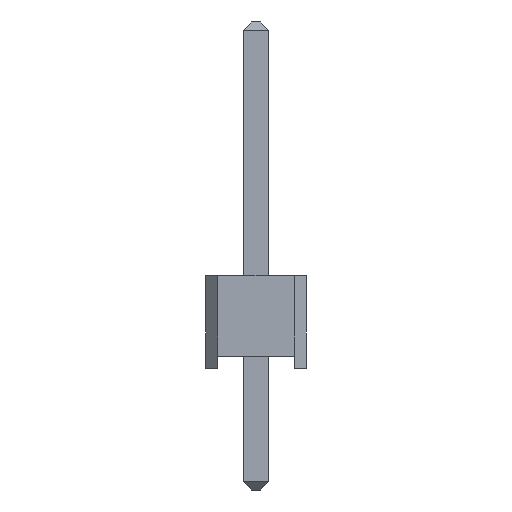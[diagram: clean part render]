
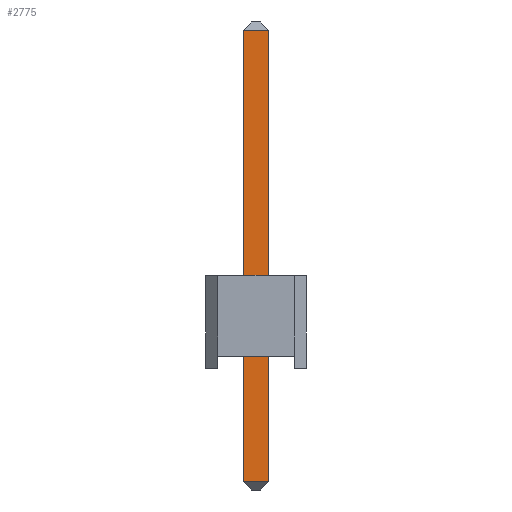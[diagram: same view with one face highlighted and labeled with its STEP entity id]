
A CAD part, left-side view. The second image highlights one B-rep face of the part: STEP entity #2775.
In plain terms, the highlighted planar face has unit normal (-1, 0, 0).
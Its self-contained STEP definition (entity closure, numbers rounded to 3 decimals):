
#2422 = PLANE('',#2423);
#2423 = AXIS2_PLACEMENT_3D('',#2424,#2425,#2426);
#2424 = CARTESIAN_POINT('',(-0.32,0.32,-3.));
#2425 = DIRECTION('',(-0.,1.,0.));
#2426 = DIRECTION('',(0.,0.,1.));
#2447 = VERTEX_POINT('',#2448);
#2448 = CARTESIAN_POINT('',(-0.32,0.32,-2.8));
#2474 = EDGE_CURVE('',#2447,#2475,#2477,.T.);
#2475 = VERTEX_POINT('',#2476);
#2476 = CARTESIAN_POINT('',(-0.32,0.32,8.34));
#2477 = SURFACE_CURVE('',#2478,(#2482,#2489),.PCURVE_S1.);
#2478 = LINE('',#2479,#2480);
#2479 = CARTESIAN_POINT('',(-0.32,0.32,-3.));
#2480 = VECTOR('',#2481,1.);
#2481 = DIRECTION('',(0.,-0.,1.));
#2482 = PCURVE('',#2422,#2483);
#2483 = DEFINITIONAL_REPRESENTATION('',(#2484),#2488);
#2484 = LINE('',#2485,#2486);
#2485 = CARTESIAN_POINT('',(0.,0.));
#2486 = VECTOR('',#2487,1.);
#2487 = DIRECTION('',(1.,0.));
#2488 = ( GEOMETRIC_REPRESENTATION_CONTEXT(2) 
PARAMETRIC_REPRESENTATION_CONTEXT() REPRESENTATION_CONTEXT('2D SPACE',''
  ) );
#2489 = PCURVE('',#2490,#2495);
#2490 = PLANE('',#2491);
#2491 = AXIS2_PLACEMENT_3D('',#2492,#2493,#2494);
#2492 = CARTESIAN_POINT('',(-0.32,-0.32,-3.));
#2493 = DIRECTION('',(-1.,0.,0.));
#2494 = DIRECTION('',(0.,0.,1.));
#2495 = DEFINITIONAL_REPRESENTATION('',(#2496),#2500);
#2496 = LINE('',#2497,#2498);
#2497 = CARTESIAN_POINT('',(0.,0.64));
#2498 = VECTOR('',#2499,1.);
#2499 = DIRECTION('',(1.,0.));
#2500 = ( GEOMETRIC_REPRESENTATION_CONTEXT(2) 
PARAMETRIC_REPRESENTATION_CONTEXT() REPRESENTATION_CONTEXT('2D SPACE',''
  ) );
#2602 = PLANE('',#2603);
#2603 = AXIS2_PLACEMENT_3D('',#2604,#2605,#2606);
#2604 = CARTESIAN_POINT('',(-0.22,-0.32,-2.9));
#2605 = DIRECTION('',(0.707,0.,0.707));
#2606 = DIRECTION('',(0.707,0.,-0.707));
#2635 = PLANE('',#2636);
#2636 = AXIS2_PLACEMENT_3D('',#2637,#2638,#2639);
#2637 = CARTESIAN_POINT('',(0.32,-0.32,-3.));
#2638 = DIRECTION('',(0.,-1.,0.));
#2639 = DIRECTION('',(0.,-0.,-1.));
#2715 = PLANE('',#2716);
#2716 = AXIS2_PLACEMENT_3D('',#2717,#2718,#2719);
#2717 = CARTESIAN_POINT('',(-0.22,-0.32,8.44));
#2718 = DIRECTION('',(-0.707,0.,0.707));
#2719 = DIRECTION('',(0.707,0.,0.707));
#2775 = ADVANCED_FACE('',(#2776),#2490,.T.);
#2776 = FACE_BOUND('',#2777,.T.);
#2777 = EDGE_LOOP('',(#2778,#2779,#2802,#2825));
#2778 = ORIENTED_EDGE('',*,*,#2474,.F.);
#2779 = ORIENTED_EDGE('',*,*,#2780,.T.);
#2780 = EDGE_CURVE('',#2447,#2781,#2783,.T.);
#2781 = VERTEX_POINT('',#2782);
#2782 = CARTESIAN_POINT('',(-0.32,-0.32,-2.8));
#2783 = SURFACE_CURVE('',#2784,(#2788,#2795),.PCURVE_S1.);
#2784 = LINE('',#2785,#2786);
#2785 = CARTESIAN_POINT('',(-0.32,-0.32,-2.8));
#2786 = VECTOR('',#2787,1.);
#2787 = DIRECTION('',(-0.,-1.,0.));
#2788 = PCURVE('',#2490,#2789);
#2789 = DEFINITIONAL_REPRESENTATION('',(#2790),#2794);
#2790 = LINE('',#2791,#2792);
#2791 = CARTESIAN_POINT('',(0.2,0.));
#2792 = VECTOR('',#2793,1.);
#2793 = DIRECTION('',(0.,-1.));
#2794 = ( GEOMETRIC_REPRESENTATION_CONTEXT(2) 
PARAMETRIC_REPRESENTATION_CONTEXT() REPRESENTATION_CONTEXT('2D SPACE',''
  ) );
#2795 = PCURVE('',#2602,#2796);
#2796 = DEFINITIONAL_REPRESENTATION('',(#2797),#2801);
#2797 = LINE('',#2798,#2799);
#2798 = CARTESIAN_POINT('',(-0.141,0.));
#2799 = VECTOR('',#2800,1.);
#2800 = DIRECTION('',(-0.,-1.));
#2801 = ( GEOMETRIC_REPRESENTATION_CONTEXT(2) 
PARAMETRIC_REPRESENTATION_CONTEXT() REPRESENTATION_CONTEXT('2D SPACE',''
  ) );
#2802 = ORIENTED_EDGE('',*,*,#2803,.T.);
#2803 = EDGE_CURVE('',#2781,#2804,#2806,.T.);
#2804 = VERTEX_POINT('',#2805);
#2805 = CARTESIAN_POINT('',(-0.32,-0.32,8.34));
#2806 = SURFACE_CURVE('',#2807,(#2811,#2818),.PCURVE_S1.);
#2807 = LINE('',#2808,#2809);
#2808 = CARTESIAN_POINT('',(-0.32,-0.32,-3.));
#2809 = VECTOR('',#2810,1.);
#2810 = DIRECTION('',(0.,0.,1.));
#2811 = PCURVE('',#2490,#2812);
#2812 = DEFINITIONAL_REPRESENTATION('',(#2813),#2817);
#2813 = LINE('',#2814,#2815);
#2814 = CARTESIAN_POINT('',(0.,0.));
#2815 = VECTOR('',#2816,1.);
#2816 = DIRECTION('',(1.,0.));
#2817 = ( GEOMETRIC_REPRESENTATION_CONTEXT(2) 
PARAMETRIC_REPRESENTATION_CONTEXT() REPRESENTATION_CONTEXT('2D SPACE',''
  ) );
#2818 = PCURVE('',#2635,#2819);
#2819 = DEFINITIONAL_REPRESENTATION('',(#2820),#2824);
#2820 = LINE('',#2821,#2822);
#2821 = CARTESIAN_POINT('',(-0.,-0.64));
#2822 = VECTOR('',#2823,1.);
#2823 = DIRECTION('',(-1.,0.));
#2824 = ( GEOMETRIC_REPRESENTATION_CONTEXT(2) 
PARAMETRIC_REPRESENTATION_CONTEXT() REPRESENTATION_CONTEXT('2D SPACE',''
  ) );
#2825 = ORIENTED_EDGE('',*,*,#2826,.T.);
#2826 = EDGE_CURVE('',#2804,#2475,#2827,.T.);
#2827 = SURFACE_CURVE('',#2828,(#2832,#2839),.PCURVE_S1.);
#2828 = LINE('',#2829,#2830);
#2829 = CARTESIAN_POINT('',(-0.32,-0.32,8.34));
#2830 = VECTOR('',#2831,1.);
#2831 = DIRECTION('',(0.,1.,-0.));
#2832 = PCURVE('',#2490,#2833);
#2833 = DEFINITIONAL_REPRESENTATION('',(#2834),#2838);
#2834 = LINE('',#2835,#2836);
#2835 = CARTESIAN_POINT('',(11.34,0.));
#2836 = VECTOR('',#2837,1.);
#2837 = DIRECTION('',(0.,1.));
#2838 = ( GEOMETRIC_REPRESENTATION_CONTEXT(2) 
PARAMETRIC_REPRESENTATION_CONTEXT() REPRESENTATION_CONTEXT('2D SPACE',''
  ) );
#2839 = PCURVE('',#2715,#2840);
#2840 = DEFINITIONAL_REPRESENTATION('',(#2841),#2845);
#2841 = LINE('',#2842,#2843);
#2842 = CARTESIAN_POINT('',(-0.141,0.));
#2843 = VECTOR('',#2844,1.);
#2844 = DIRECTION('',(0.,1.));
#2845 = ( GEOMETRIC_REPRESENTATION_CONTEXT(2) 
PARAMETRIC_REPRESENTATION_CONTEXT() REPRESENTATION_CONTEXT('2D SPACE',''
  ) );
